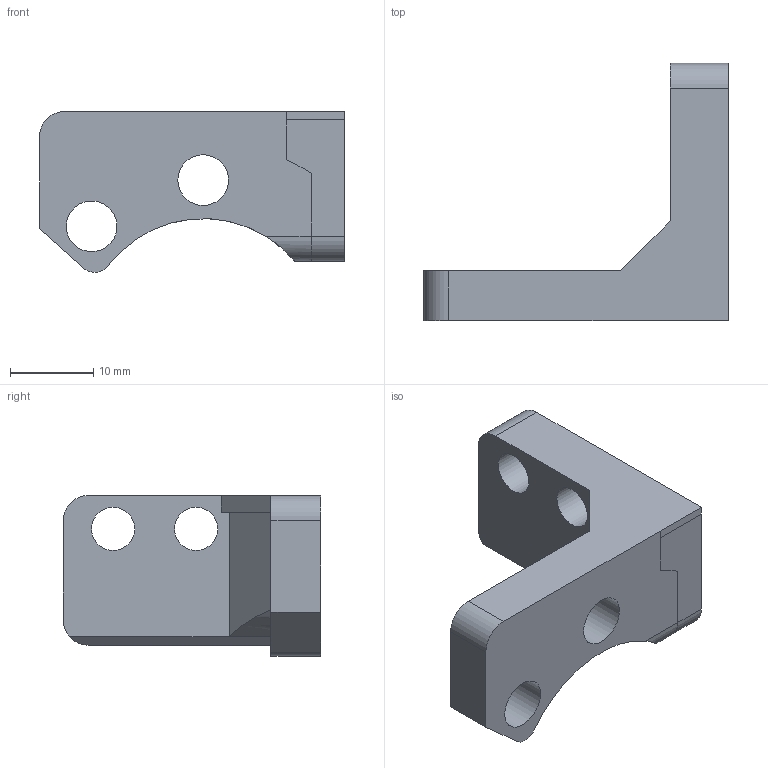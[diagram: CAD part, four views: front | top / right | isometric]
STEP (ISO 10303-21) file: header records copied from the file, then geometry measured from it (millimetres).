
FILE_DESCRIPTION(/* description */ (''),/* implementation_level */ '2;1');
FILE_NAME(/* name */ 'Y axis ball nut holder.step',/* time_stamp */ '2021-07-01T06:34:45+02:00',/* author */ (''),/* organization */ (''),/* preprocessor_version */ 'ST-DEVELOPER v18.1',/* originating_system */ 'Autodesk Translation Framework v10.9.0.1377',/* authorisation */ '');
FILE_SCHEMA (('AUTOMOTIVE_DESIGN { 1 0 10303 214 3 1 1 }'));
Length unit declared in the file: millimetre
Products named in the file (1): Ball screw holder left v2
Bounding box: 36.7 x 31 x 19.36 mm (x, y, z)
Volume: 6112.5 mm3; surface area: 3250.7 mm2
Topology: 1 solids, 1 shells, 26 faces, 73 edges, 49 vertices
Faces by surface type: plane 15, cylinder 11
Full cylindrical faces by diameter (mm): 5.2 x2, 6.1 x2
Entity records: 911 total; most frequent: CARTESIAN_POINT 156, DIRECTION 151, ORIENTED_EDGE 146, EDGE_CURVE 73, AXIS2_PLACEMENT_3D 52, VERTEX_POINT 49, LINE 47, VECTOR 47
